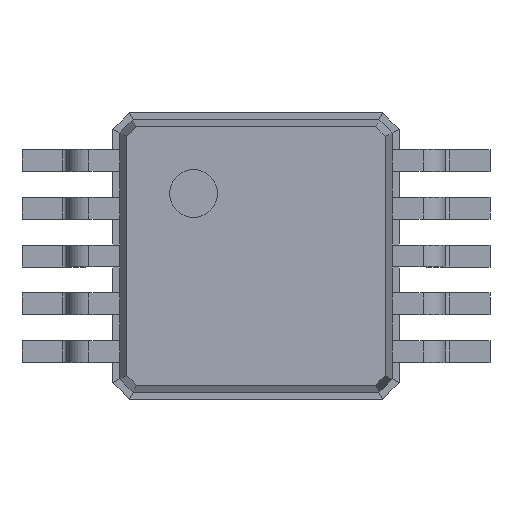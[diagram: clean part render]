
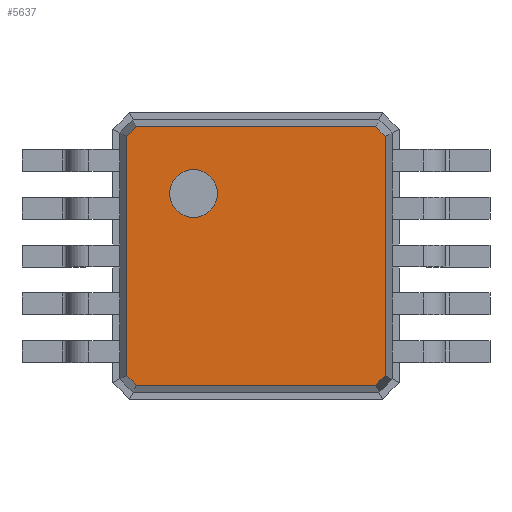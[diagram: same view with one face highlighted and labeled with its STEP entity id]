
A CAD part, top view. The second image highlights one B-rep face of the part: STEP entity #5637.
In plain terms, the highlighted planar face has unit normal (0, 0, 1).
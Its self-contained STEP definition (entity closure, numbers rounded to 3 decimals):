
#3889 = VERTEX_POINT('',#3890);
#3890 = CARTESIAN_POINT('',(1.252,1.354,0.95));
#3895 = EDGE_CURVE('',#3896,#3889,#3898,.T.);
#3896 = VERTEX_POINT('',#3897);
#3897 = CARTESIAN_POINT('',(-1.252,1.354,0.95));
#3898 = LINE('',#3899,#3900);
#3899 = CARTESIAN_POINT('',(-1.252,1.354,0.95));
#3900 = VECTOR('',#3901,1.);
#3901 = DIRECTION('',(1.,0.,0.));
#3918 = EDGE_CURVE('',#3919,#3896,#3921,.T.);
#3919 = VERTEX_POINT('',#3920);
#3920 = CARTESIAN_POINT('',(-1.354,1.252,0.95));
#3921 = LINE('',#3922,#3923);
#3922 = CARTESIAN_POINT('',(-1.354,1.252,0.95));
#3923 = VECTOR('',#3924,1.);
#3924 = DIRECTION('',(0.707,0.707,0.));
#3941 = VERTEX_POINT('',#3942);
#3942 = CARTESIAN_POINT('',(1.354,1.252,0.95));
#3947 = EDGE_CURVE('',#3889,#3941,#3948,.T.);
#3948 = LINE('',#3949,#3950);
#3949 = CARTESIAN_POINT('',(1.252,1.354,0.95));
#3950 = VECTOR('',#3951,1.);
#3951 = DIRECTION('',(0.707,-0.707,0.));
#3999 = EDGE_CURVE('',#4000,#3919,#4002,.T.);
#4000 = VERTEX_POINT('',#4001);
#4001 = CARTESIAN_POINT('',(-1.354,-1.252,0.95));
#4002 = LINE('',#4003,#4004);
#4003 = CARTESIAN_POINT('',(-1.354,-1.252,0.95));
#4004 = VECTOR('',#4005,1.);
#4005 = DIRECTION('',(0.,1.,0.));
#4807 = VERTEX_POINT('',#4808);
#4808 = CARTESIAN_POINT('',(1.354,-1.252,0.95));
#4813 = EDGE_CURVE('',#3941,#4807,#4814,.T.);
#4814 = LINE('',#4815,#4816);
#4815 = CARTESIAN_POINT('',(1.354,1.252,0.95));
#4816 = VECTOR('',#4817,1.);
#4817 = DIRECTION('',(0.,-1.,0.));
#5580 = EDGE_CURVE('',#5581,#4000,#5583,.T.);
#5581 = VERTEX_POINT('',#5582);
#5582 = CARTESIAN_POINT('',(-1.252,-1.354,0.95));
#5583 = LINE('',#5584,#5585);
#5584 = CARTESIAN_POINT('',(-1.252,-1.354,0.95));
#5585 = VECTOR('',#5586,1.);
#5586 = DIRECTION('',(-0.707,0.707,0.));
#5603 = VERTEX_POINT('',#5604);
#5604 = CARTESIAN_POINT('',(1.252,-1.354,0.95));
#5609 = EDGE_CURVE('',#4807,#5603,#5610,.T.);
#5610 = LINE('',#5611,#5612);
#5611 = CARTESIAN_POINT('',(1.354,-1.252,0.95));
#5612 = VECTOR('',#5613,1.);
#5613 = DIRECTION('',(-0.707,-0.707,0.));
#5626 = EDGE_CURVE('',#5603,#5581,#5627,.T.);
#5627 = LINE('',#5628,#5629);
#5628 = CARTESIAN_POINT('',(1.252,-1.354,0.95));
#5629 = VECTOR('',#5630,1.);
#5630 = DIRECTION('',(-1.,0.,0.));
#5637 = ADVANCED_FACE('',(#5638,#5648),#5659,.T.);
#5638 = FACE_BOUND('',#5639,.T.);
#5639 = EDGE_LOOP('',(#5640,#5641,#5642,#5643,#5644,#5645,#5646,#5647));
#5640 = ORIENTED_EDGE('',*,*,#3895,.F.);
#5641 = ORIENTED_EDGE('',*,*,#3918,.F.);
#5642 = ORIENTED_EDGE('',*,*,#3999,.F.);
#5643 = ORIENTED_EDGE('',*,*,#5580,.F.);
#5644 = ORIENTED_EDGE('',*,*,#5626,.F.);
#5645 = ORIENTED_EDGE('',*,*,#5609,.F.);
#5646 = ORIENTED_EDGE('',*,*,#4813,.F.);
#5647 = ORIENTED_EDGE('',*,*,#3947,.F.);
#5648 = FACE_BOUND('',#5649,.T.);
#5649 = EDGE_LOOP('',(#5650));
#5650 = ORIENTED_EDGE('',*,*,#5651,.F.);
#5651 = EDGE_CURVE('',#5652,#5652,#5654,.T.);
#5652 = VERTEX_POINT('',#5653);
#5653 = CARTESIAN_POINT('',(-0.654,0.404,0.95));
#5654 = CIRCLE('',#5655,0.25);
#5655 = AXIS2_PLACEMENT_3D('',#5656,#5657,#5658);
#5656 = CARTESIAN_POINT('',(-0.654,0.654,0.95));
#5657 = DIRECTION('',(0.,0.,1.));
#5658 = DIRECTION('',(0.,-1.,0.));
#5659 = PLANE('',#5660);
#5660 = AXIS2_PLACEMENT_3D('',#5661,#5662,#5663);
#5661 = CARTESIAN_POINT('',(-1.252,1.354,0.95));
#5662 = DIRECTION('',(0.,0.,1.));
#5663 = DIRECTION('',(0.679,-0.734,0.));
